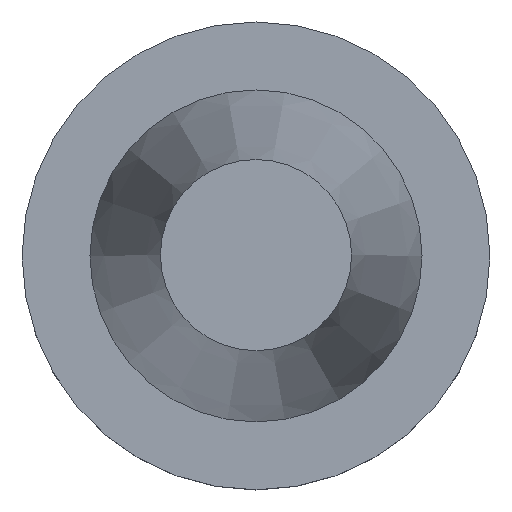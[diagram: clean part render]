
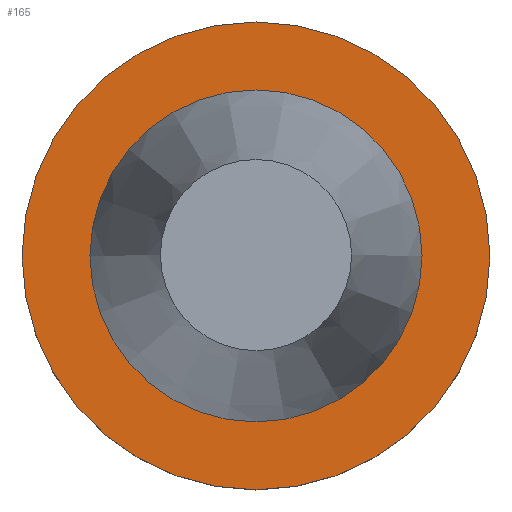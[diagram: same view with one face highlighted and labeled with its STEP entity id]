
A CAD part, top view. The second image highlights one B-rep face of the part: STEP entity #165.
In plain terms, the highlighted planar face has unit normal (0, 0, 1).
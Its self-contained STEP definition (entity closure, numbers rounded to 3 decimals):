
#19 = EDGE_LOOP ( 'NONE', ( #91 ) ) ;
#40 = FACE_BOUND ( 'NONE', #19, .T. ) ;
#42 = EDGE_CURVE ( 'NONE', #384, #384, #223, .T. ) ;
#46 = DIRECTION ( 'NONE',  ( 0., 0., 1. ) ) ;
#52 = AXIS2_PLACEMENT_3D ( 'NONE', #122, #362, #93 ) ;
#58 = CARTESIAN_POINT ( 'NONE',  ( 0., 0., -1.5 ) ) ;
#77 = DIRECTION ( 'NONE',  ( -1., 0., 0. ) ) ;
#82 = CIRCLE ( 'NONE', #372, 49.215 ) ;
#91 = ORIENTED_EDGE ( 'NONE', *, *, #42, .F. ) ;
#93 = DIRECTION ( 'NONE',  ( 1., 0., 0. ) ) ;
#122 = CARTESIAN_POINT ( 'NONE',  ( 0., 0., -1.5 ) ) ;
#142 = DIRECTION ( 'NONE',  ( 1., 0., 0. ) ) ;
#152 = EDGE_LOOP ( 'NONE', ( #277 ) ) ;
#164 = FACE_OUTER_BOUND ( 'NONE', #152, .T. ) ;
#165 = ADVANCED_FACE ( 'NONE', ( #40, #164 ), #376, .F. ) ;
#210 = CARTESIAN_POINT ( 'NONE',  ( 49.215, 0., -1.5 ) ) ;
#223 = CIRCLE ( 'NONE', #52, 34.925 ) ;
#225 = DIRECTION ( 'NONE',  ( 0., 0., -1. ) ) ;
#277 = ORIENTED_EDGE ( 'NONE', *, *, #304, .T. ) ;
#304 = EDGE_CURVE ( 'NONE', #306, #306, #82, .T. ) ;
#306 = VERTEX_POINT ( 'NONE', #210 ) ;
#341 = CARTESIAN_POINT ( 'NONE',  ( 0., 49.215, -1.5 ) ) ;
#358 = CARTESIAN_POINT ( 'NONE',  ( 34.925, 0., -1.5 ) ) ;
#362 = DIRECTION ( 'NONE',  ( 0., 0., 1. ) ) ;
#372 = AXIS2_PLACEMENT_3D ( 'NONE', #58, #46, #142 ) ;
#376 = PLANE ( 'NONE',  #392 ) ;
#384 = VERTEX_POINT ( 'NONE', #358 ) ;
#392 = AXIS2_PLACEMENT_3D ( 'NONE', #341, #225, #77 ) ;
